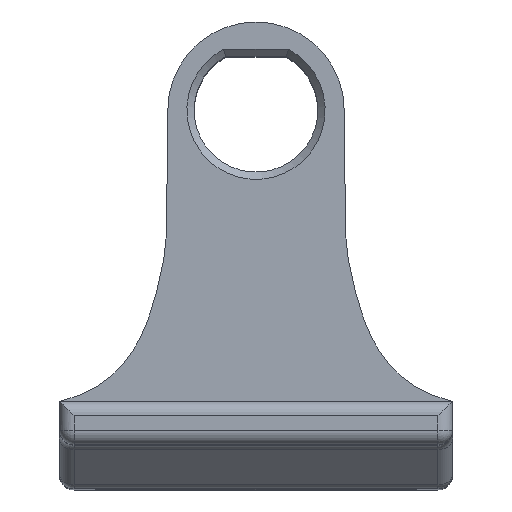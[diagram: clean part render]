
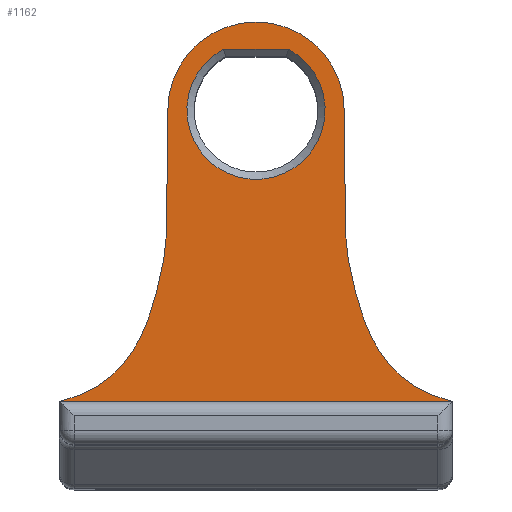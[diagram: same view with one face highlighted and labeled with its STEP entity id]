
A CAD part, top view. The second image highlights one B-rep face of the part: STEP entity #1162.
In plain terms, the highlighted planar face has unit normal (0, 0, 1).
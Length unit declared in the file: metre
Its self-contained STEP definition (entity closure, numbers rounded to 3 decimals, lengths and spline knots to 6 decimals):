
#58=PLANE('',#1271);
#75=B_SPLINE_CURVE_WITH_KNOTS('',3,(#2000,#2001,#2002,#2003,#2004),
 .UNSPECIFIED.,.F.,.F.,(4,1,4),(0.,0.487064,1.),.UNSPECIFIED.);
#76=B_SPLINE_CURVE_WITH_KNOTS('',3,(#2029,#2030,#2031,#2032,#2033),
 .UNSPECIFIED.,.F.,.F.,(4,1,4),(0.,0.487064,1.),.UNSPECIFIED.);
#105=CIRCLE('',#1268,0.006061);
#107=CIRCLE('',#1272,0.00475);
#300=ORIENTED_EDGE('',*,*,#568,.T.);
#301=ORIENTED_EDGE('',*,*,#569,.T.);
#302=ORIENTED_EDGE('',*,*,#560,.F.);
#303=ORIENTED_EDGE('',*,*,#472,.F.);
#304=ORIENTED_EDGE('',*,*,#564,.T.);
#305=ORIENTED_EDGE('',*,*,#562,.F.);
#472=EDGE_CURVE('',#632,#629,#722,.T.);
#560=EDGE_CURVE('',#629,#703,#75,.T.);
#562=EDGE_CURVE('',#703,#704,#105,.T.);
#564=EDGE_CURVE('',#632,#704,#76,.T.);
#568=EDGE_CURVE('',#706,#707,#107,.T.);
#569=EDGE_CURVE('',#707,#706,#791,.T.);
#629=VERTEX_POINT('',#1741);
#632=VERTEX_POINT('',#1746);
#703=VERTEX_POINT('',#2005);
#704=VERTEX_POINT('',#2009);
#706=VERTEX_POINT('',#2041);
#707=VERTEX_POINT('',#2042);
#722=LINE('',#1747,#810);
#791=LINE('',#2043,#879);
#810=VECTOR('',#1370,1.);
#879=VECTOR('',#1539,1.);
#948=EDGE_LOOP('',(#300,#301));
#949=EDGE_LOOP('',(#302,#303,#304,#305));
#1052=FACE_BOUND('',#948,.T.);
#1053=FACE_BOUND('',#949,.T.);
#1162=ADVANCED_FACE('',(#1052,#1053),#58,.F.);
#1268=AXIS2_PLACEMENT_3D('',#2008,#1526,#1527);
#1271=AXIS2_PLACEMENT_3D('',#2039,#1535,#1536);
#1272=AXIS2_PLACEMENT_3D('',#2040,#1537,#1538);
#1370=DIRECTION('',(-1.,0.,0.));
#1526=DIRECTION('',(0.,0.,-1.));
#1527=DIRECTION('',(-1.,0.,0.));
#1535=DIRECTION('',(0.,0.,-1.));
#1536=DIRECTION('',(1.,0.,0.));
#1537=DIRECTION('',(0.,0.,-1.));
#1538=DIRECTION('',(-1.,0.,0.));
#1539=DIRECTION('',(1.,0.,0.));
#1741=CARTESIAN_POINT('',(-0.0135,0.015,0.0185));
#1746=CARTESIAN_POINT('',(0.0135,0.015,0.0185));
#1747=CARTESIAN_POINT('',(0.,0.015,0.0185));
#2000=CARTESIAN_POINT('',(-0.0135,0.015,0.0185));
#2001=CARTESIAN_POINT('',(-0.008454,0.01612,0.0185));
#2002=CARTESIAN_POINT('',(-0.006015,0.025385,0.0185));
#2003=CARTESIAN_POINT('',(-0.006061,0.026401,0.0185));
#2004=CARTESIAN_POINT('',(-0.006061,0.035,0.0185));
#2005=CARTESIAN_POINT('',(-0.006061,0.035,0.0185));
#2008=CARTESIAN_POINT('',(0.,0.035,0.0185));
#2009=CARTESIAN_POINT('',(0.006061,0.035,0.0185));
#2029=CARTESIAN_POINT('',(0.0135,0.015,0.0185));
#2030=CARTESIAN_POINT('',(0.008454,0.01612,0.0185));
#2031=CARTESIAN_POINT('',(0.006015,0.025385,0.0185));
#2032=CARTESIAN_POINT('',(0.006061,0.026401,0.0185));
#2033=CARTESIAN_POINT('',(0.006061,0.035,0.0185));
#2039=CARTESIAN_POINT('',(0.,0.028031,0.0185));
#2040=CARTESIAN_POINT('',(0.,0.035,0.0185));
#2041=CARTESIAN_POINT('',(0.002219,0.0392,0.0185));
#2042=CARTESIAN_POINT('',(-0.002219,0.0392,0.0185));
#2043=CARTESIAN_POINT('',(0.,0.0392,0.0185));
